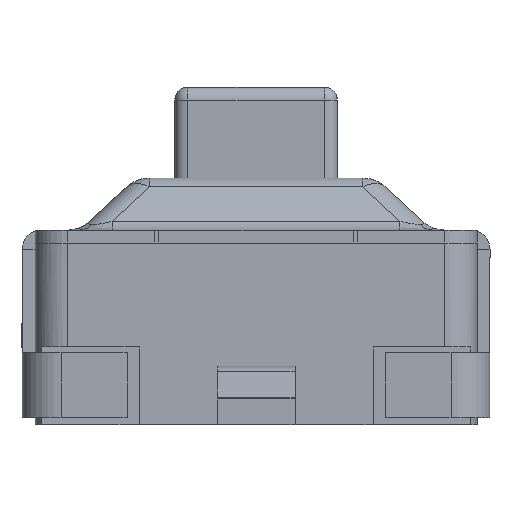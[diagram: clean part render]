
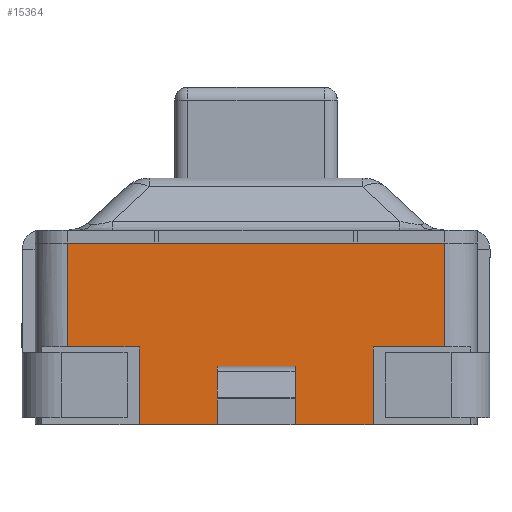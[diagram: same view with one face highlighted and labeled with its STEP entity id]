
A CAD part, left-side view. The second image highlights one B-rep face of the part: STEP entity #15364.
In plain terms, the highlighted planar face has unit normal (-1, 0, 0).
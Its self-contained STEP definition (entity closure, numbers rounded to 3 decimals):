
#24 = AXIS2_PLACEMENT_3D ( 'NONE', #16900, #6758, #1103 ) ;
#199 = DIRECTION ( 'NONE',  ( 0., 0., -1. ) ) ;
#208 = CARTESIAN_POINT ( 'NONE',  ( -3.05, -1.45, 0.6 ) ) ;
#448 = EDGE_CURVE ( 'NONE', #3138, #15972, #2167, .T. ) ;
#554 = CARTESIAN_POINT ( 'NONE',  ( -3.05, 0.9, 0.6 ) ) ;
#631 = CARTESIAN_POINT ( 'NONE',  ( -3.05, -0.3, 0.252 ) ) ;
#722 = LINE ( 'NONE', #7778, #20649 ) ;
#913 = ORIENTED_EDGE ( 'NONE', *, *, #6439, .T. ) ;
#1036 = EDGE_CURVE ( 'NONE', #21293, #15972, #3143, .T. ) ;
#1103 = DIRECTION ( 'NONE',  ( 0., 0., -1. ) ) ;
#1261 = VERTEX_POINT ( 'NONE', #22310 ) ;
#1273 = LINE ( 'NONE', #15332, #16641 ) ;
#1292 = EDGE_CURVE ( 'NONE', #17436, #21728, #19108, .T. ) ;
#1472 = CARTESIAN_POINT ( 'NONE',  ( -3.05, -0.3, 0.452 ) ) ;
#1715 = DIRECTION ( 'NONE',  ( 0., 0., 1. ) ) ;
#1820 = VECTOR ( 'NONE', #1940, 1000. ) ;
#1940 = DIRECTION ( 'NONE',  ( 0., -1., 0. ) ) ;
#2167 = LINE ( 'NONE', #9211, #13329 ) ;
#2224 = EDGE_CURVE ( 'NONE', #19186, #17436, #21294, .T. ) ;
#2841 = PLANE ( 'NONE',  #24 ) ;
#2976 = DIRECTION ( 'NONE',  ( 0., -1., 0. ) ) ;
#3026 = EDGE_CURVE ( 'NONE', #6594, #1261, #4820, .T. ) ;
#3138 = VERTEX_POINT ( 'NONE', #13473 ) ;
#3143 = LINE ( 'NONE', #8677, #10943 ) ;
#3283 = ORIENTED_EDGE ( 'NONE', *, *, #8631, .T. ) ;
#3406 = VERTEX_POINT ( 'NONE', #7113 ) ;
#3422 = LINE ( 'NONE', #7005, #16474 ) ;
#4357 = VERTEX_POINT ( 'NONE', #18449 ) ;
#4723 = EDGE_LOOP ( 'NONE', ( #6395, #9778, #19472, #12831, #9724, #20178, #13721, #3283 ) ) ;
#4820 = LINE ( 'NONE', #1472, #18225 ) ;
#4943 = DIRECTION ( 'NONE',  ( 0., 0., -1. ) ) ;
#5133 = LINE ( 'NONE', #15394, #7271 ) ;
#5720 = EDGE_CURVE ( 'NONE', #3406, #21293, #1273, .T. ) ;
#6315 = VECTOR ( 'NONE', #2976, 1000. ) ;
#6395 = ORIENTED_EDGE ( 'NONE', *, *, #2224, .T. ) ;
#6439 = EDGE_CURVE ( 'NONE', #4357, #6594, #722, .T. ) ;
#6570 = VERTEX_POINT ( 'NONE', #12626 ) ;
#6594 = VERTEX_POINT ( 'NONE', #16166 ) ;
#6758 = DIRECTION ( 'NONE',  ( 1., 0., 0. ) ) ;
#6843 = DIRECTION ( 'NONE',  ( 0., -1., 0. ) ) ;
#7005 = CARTESIAN_POINT ( 'NONE',  ( -3.05, -1.45, 1.4 ) ) ;
#7052 = CARTESIAN_POINT ( 'NONE',  ( -3.05, -0.3, 0.252 ) ) ;
#7113 = CARTESIAN_POINT ( 'NONE',  ( -3.05, -0.9, 0. ) ) ;
#7271 = VECTOR ( 'NONE', #22384, 1000. ) ;
#7676 = VECTOR ( 'NONE', #20960, 1000. ) ;
#7778 = CARTESIAN_POINT ( 'NONE',  ( -3.05, 0.3, 0.252 ) ) ;
#8021 = VECTOR ( 'NONE', #14701, 1000. ) ;
#8523 = DIRECTION ( 'NONE',  ( 0., -1., 0. ) ) ;
#8526 = LINE ( 'NONE', #10367, #6315 ) ;
#8631 = EDGE_CURVE ( 'NONE', #6570, #19186, #5133, .T. ) ;
#8677 = CARTESIAN_POINT ( 'NONE',  ( -3.05, -1.45, 0.6 ) ) ;
#9211 = CARTESIAN_POINT ( 'NONE',  ( -3.05, -1.45, 1.4 ) ) ;
#9675 = VECTOR ( 'NONE', #4943, 1000. ) ;
#9724 = ORIENTED_EDGE ( 'NONE', *, *, #1036, .T. ) ;
#9778 = ORIENTED_EDGE ( 'NONE', *, *, #1292, .T. ) ;
#10037 = LINE ( 'NONE', #17051, #9675 ) ;
#10367 = CARTESIAN_POINT ( 'NONE',  ( -3.05, -1.45, 0. ) ) ;
#10615 = CARTESIAN_POINT ( 'NONE',  ( -3.05, 1.45, 0.6 ) ) ;
#10943 = VECTOR ( 'NONE', #6843, 1000. ) ;
#11646 = EDGE_CURVE ( 'NONE', #14627, #4357, #16445, .T. ) ;
#11910 = ORIENTED_EDGE ( 'NONE', *, *, #3026, .T. ) ;
#12035 = ORIENTED_EDGE ( 'NONE', *, *, #16730, .T. ) ;
#12099 = CARTESIAN_POINT ( 'NONE',  ( -3.05, 0.9, 0. ) ) ;
#12273 = EDGE_CURVE ( 'NONE', #21728, #3406, #8526, .T. ) ;
#12521 = ORIENTED_EDGE ( 'NONE', *, *, #11646, .T. ) ;
#12626 = CARTESIAN_POINT ( 'NONE',  ( -3.05, 1.45, 1.4 ) ) ;
#12831 = ORIENTED_EDGE ( 'NONE', *, *, #5720, .T. ) ;
#13329 = VECTOR ( 'NONE', #199, 1000. ) ;
#13383 = CARTESIAN_POINT ( 'NONE',  ( -3.05, -0.9, 0.6 ) ) ;
#13473 = CARTESIAN_POINT ( 'NONE',  ( -3.05, -1.45, 1.4 ) ) ;
#13673 = FACE_BOUND ( 'NONE', #18796, .T. ) ;
#13721 = ORIENTED_EDGE ( 'NONE', *, *, #20845, .F. ) ;
#14627 = VERTEX_POINT ( 'NONE', #7052 ) ;
#14701 = DIRECTION ( 'NONE',  ( 0., 1., 0. ) ) ;
#14784 = DIRECTION ( 'NONE',  ( 0., 0., 1. ) ) ;
#15332 = CARTESIAN_POINT ( 'NONE',  ( -3.05, -0.9, 1.4 ) ) ;
#15364 = ADVANCED_FACE ( 'NONE', ( #13673, #18836 ), #2841, .F. ) ;
#15394 = CARTESIAN_POINT ( 'NONE',  ( -3.05, 1.45, 1.4 ) ) ;
#15972 = VERTEX_POINT ( 'NONE', #18959 ) ;
#16166 = CARTESIAN_POINT ( 'NONE',  ( -3.05, 0.3, 0.452 ) ) ;
#16445 = LINE ( 'NONE', #631, #8021 ) ;
#16474 = VECTOR ( 'NONE', #19410, 1000. ) ;
#16641 = VECTOR ( 'NONE', #1715, 1000. ) ;
#16730 = EDGE_CURVE ( 'NONE', #1261, #14627, #10037, .T. ) ;
#16900 = CARTESIAN_POINT ( 'NONE',  ( -3.05, -1.45, 1.4 ) ) ;
#17051 = CARTESIAN_POINT ( 'NONE',  ( -3.05, -0.3, 0.252 ) ) ;
#17436 = VERTEX_POINT ( 'NONE', #554 ) ;
#18225 = VECTOR ( 'NONE', #8523, 1000. ) ;
#18449 = CARTESIAN_POINT ( 'NONE',  ( -3.05, 0.3, 0.252 ) ) ;
#18796 = EDGE_LOOP ( 'NONE', ( #12035, #12521, #913, #11910 ) ) ;
#18836 = FACE_OUTER_BOUND ( 'NONE', #4723, .T. ) ;
#18880 = CARTESIAN_POINT ( 'NONE',  ( -3.05, 0.9, 1.4 ) ) ;
#18959 = CARTESIAN_POINT ( 'NONE',  ( -3.05, -1.45, 0.6 ) ) ;
#19108 = LINE ( 'NONE', #18880, #7676 ) ;
#19186 = VERTEX_POINT ( 'NONE', #10615 ) ;
#19410 = DIRECTION ( 'NONE',  ( 0., -1., 0. ) ) ;
#19472 = ORIENTED_EDGE ( 'NONE', *, *, #12273, .T. ) ;
#20178 = ORIENTED_EDGE ( 'NONE', *, *, #448, .F. ) ;
#20649 = VECTOR ( 'NONE', #14784, 1000. ) ;
#20845 = EDGE_CURVE ( 'NONE', #6570, #3138, #3422, .T. ) ;
#20960 = DIRECTION ( 'NONE',  ( 0., 0., -1. ) ) ;
#21293 = VERTEX_POINT ( 'NONE', #13383 ) ;
#21294 = LINE ( 'NONE', #208, #1820 ) ;
#21728 = VERTEX_POINT ( 'NONE', #12099 ) ;
#22310 = CARTESIAN_POINT ( 'NONE',  ( -3.05, -0.3, 0.452 ) ) ;
#22384 = DIRECTION ( 'NONE',  ( 0., 0., -1. ) ) ;
